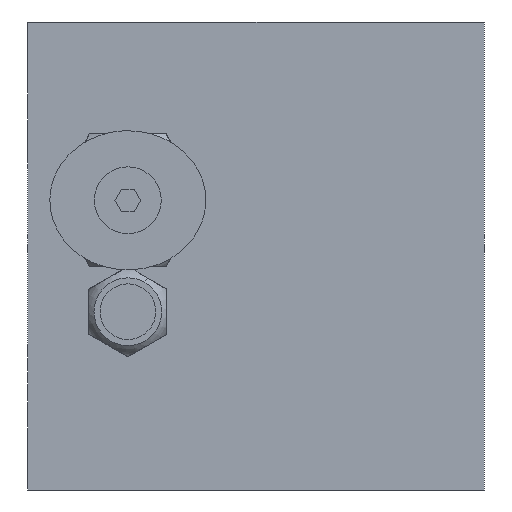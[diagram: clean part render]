
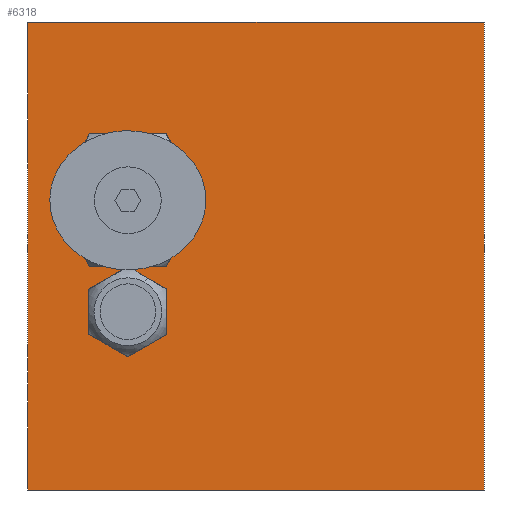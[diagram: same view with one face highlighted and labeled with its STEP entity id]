
A CAD part, left-side view. The second image highlights one B-rep face of the part: STEP entity #6318.
In plain terms, the highlighted planar face has unit normal (-1, 0, 0).
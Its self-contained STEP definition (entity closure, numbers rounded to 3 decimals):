
#114 = AXIS2_PLACEMENT_3D ( 'NONE', #1620, #1621, #1622 ) ;
#193 = AXIS2_PLACEMENT_3D ( 'NONE', #784, #783, #889 ) ;
#440 = CARTESIAN_POINT ( 'NONE',  ( -50., -41., 21. ) ) ;
#446 = CARTESIAN_POINT ( 'NONE',  ( -50., -9., 7.625 ) ) ;
#450 = CARTESIAN_POINT ( 'NONE',  ( -50., -9., 2.375 ) ) ;
#452 = CARTESIAN_POINT ( 'NONE',  ( -50., -9., -2.375 ) ) ;
#486 = CARTESIAN_POINT ( 'NONE',  ( -50., 0., 21. ) ) ;
#493 = CARTESIAN_POINT ( 'NONE',  ( -50., -41., -21. ) ) ;
#701 = CARTESIAN_POINT ( 'NONE',  ( -50., -9., -7.625 ) ) ;
#707 = DIRECTION ( 'NONE',  ( 0., -1., 0. ) ) ;
#708 = LINE ( 'NONE', #710, #2333 ) ;
#710 = CARTESIAN_POINT ( 'NONE',  ( -50., -41., 21. ) ) ;
#741 = CARTESIAN_POINT ( 'NONE',  ( -50., 0., -21. ) ) ;
#783 = DIRECTION ( 'NONE',  ( 1., 0., 0. ) ) ;
#784 = CARTESIAN_POINT ( 'NONE',  ( -50., -9., 5. ) ) ;
#889 = DIRECTION ( 'NONE',  ( 0., 0., -1. ) ) ;
#1620 = CARTESIAN_POINT ( 'NONE',  ( -50., -9., 5. ) ) ;
#1621 = DIRECTION ( 'NONE',  ( 1., 0., 0. ) ) ;
#1622 = DIRECTION ( 'NONE',  ( 0., 0., -1. ) ) ;
#1697 = LINE ( 'NONE', #1699, #2636 ) ;
#1699 = CARTESIAN_POINT ( 'NONE',  ( -50., 0., 21. ) ) ;
#1886 = DIRECTION ( 'NONE',  ( 1., 0., 0. ) ) ;
#1887 = CARTESIAN_POINT ( 'NONE',  ( -50., -9., -5. ) ) ;
#1911 = DIRECTION ( 'NONE',  ( 0., 0., -1. ) ) ;
#2037 = DIRECTION ( 'NONE',  ( 0., 0., -1. ) ) ;
#2333 = VECTOR ( 'NONE', #707, 1000. ) ;
#2383 = AXIS2_PLACEMENT_3D ( 'NONE', #4018, #4019, #4020 ) ;
#2451 = VECTOR ( 'NONE', #3550, 1000. ) ;
#2491 = FACE_BOUND ( 'NONE', #5314, .T. ) ;
#2495 = AXIS2_PLACEMENT_3D ( 'NONE', #2994, #3164, #3122 ) ;
#2512 = FACE_OUTER_BOUND ( 'NONE', #5293, .T. ) ;
#2545 = FACE_BOUND ( 'NONE', #5312, .T. ) ;
#2567 = VECTOR ( 'NONE', #3142, 1000. ) ;
#2636 = VECTOR ( 'NONE', #1911, 1000. ) ;
#2672 = AXIS2_PLACEMENT_3D ( 'NONE', #1887, #1886, #2037 ) ;
#2994 = CARTESIAN_POINT ( 'NONE',  ( -50., -41., 21. ) ) ;
#2995 = PLANE ( 'NONE',  #2495 ) ;
#3122 = DIRECTION ( 'NONE',  ( 0., 0., -1. ) ) ;
#3142 = DIRECTION ( 'NONE',  ( 0., 0., -1. ) ) ;
#3143 = CARTESIAN_POINT ( 'NONE',  ( -50., -41., 21. ) ) ;
#3144 = LINE ( 'NONE', #3143, #2567 ) ;
#3164 = DIRECTION ( 'NONE',  ( 1., 0., 0. ) ) ;
#3497 = LINE ( 'NONE', #3551, #2451 ) ;
#3550 = DIRECTION ( 'NONE',  ( 0., -1., 0. ) ) ;
#3551 = CARTESIAN_POINT ( 'NONE',  ( -50., -41., -21. ) ) ;
#4018 = CARTESIAN_POINT ( 'NONE',  ( -50., -9., -5. ) ) ;
#4019 = DIRECTION ( 'NONE',  ( 1., 0., 0. ) ) ;
#4020 = DIRECTION ( 'NONE',  ( 0., 0., -1. ) ) ;
#4480 = CIRCLE ( 'NONE', #114, 2.625 ) ;
#4591 = CIRCLE ( 'NONE', #2383, 2.625 ) ;
#4695 = EDGE_CURVE ( 'NONE', #5091, #5943, #3497, .T. ) ;
#4731 = EDGE_CURVE ( 'NONE', #5204, #5784, #4591, .T. ) ;
#4820 = CIRCLE ( 'NONE', #193, 2.625 ) ;
#4832 = CIRCLE ( 'NONE', #2672, 2.625 ) ;
#4848 = EDGE_CURVE ( 'NONE', #5923, #5713, #708, .T. ) ;
#5091 = VERTEX_POINT ( 'NONE', #741 ) ;
#5185 = ORIENTED_EDGE ( 'NONE', *, *, #6430, .T. ) ;
#5204 = VERTEX_POINT ( 'NONE', #701 ) ;
#5253 = ORIENTED_EDGE ( 'NONE', *, *, #6179, .T. ) ;
#5293 = EDGE_LOOP ( 'NONE', ( #5972, #5993, #5399, #5185 ) ) ;
#5312 = EDGE_LOOP ( 'NONE', ( #5911, #5253 ) ) ;
#5314 = EDGE_LOOP ( 'NONE', ( #5939, #5909 ) ) ;
#5399 = ORIENTED_EDGE ( 'NONE', *, *, #4848, .F. ) ;
#5713 = VERTEX_POINT ( 'NONE', #440 ) ;
#5773 = VERTEX_POINT ( 'NONE', #446 ) ;
#5777 = VERTEX_POINT ( 'NONE', #450 ) ;
#5784 = VERTEX_POINT ( 'NONE', #452 ) ;
#5909 = ORIENTED_EDGE ( 'NONE', *, *, #4731, .T. ) ;
#5911 = ORIENTED_EDGE ( 'NONE', *, *, #6280, .T. ) ;
#5923 = VERTEX_POINT ( 'NONE', #486 ) ;
#5939 = ORIENTED_EDGE ( 'NONE', *, *, #6360, .T. ) ;
#5943 = VERTEX_POINT ( 'NONE', #493 ) ;
#5972 = ORIENTED_EDGE ( 'NONE', *, *, #4695, .T. ) ;
#5993 = ORIENTED_EDGE ( 'NONE', *, *, #6325, .F. ) ;
#6179 = EDGE_CURVE ( 'NONE', #5777, #5773, #4820, .T. ) ;
#6280 = EDGE_CURVE ( 'NONE', #5773, #5777, #4480, .T. ) ;
#6318 = ADVANCED_FACE ( 'NONE', ( #2545, #2491, #2512 ), #2995, .F. ) ;
#6325 = EDGE_CURVE ( 'NONE', #5713, #5943, #3144, .T. ) ;
#6360 = EDGE_CURVE ( 'NONE', #5784, #5204, #4832, .T. ) ;
#6430 = EDGE_CURVE ( 'NONE', #5923, #5091, #1697, .T. ) ;
